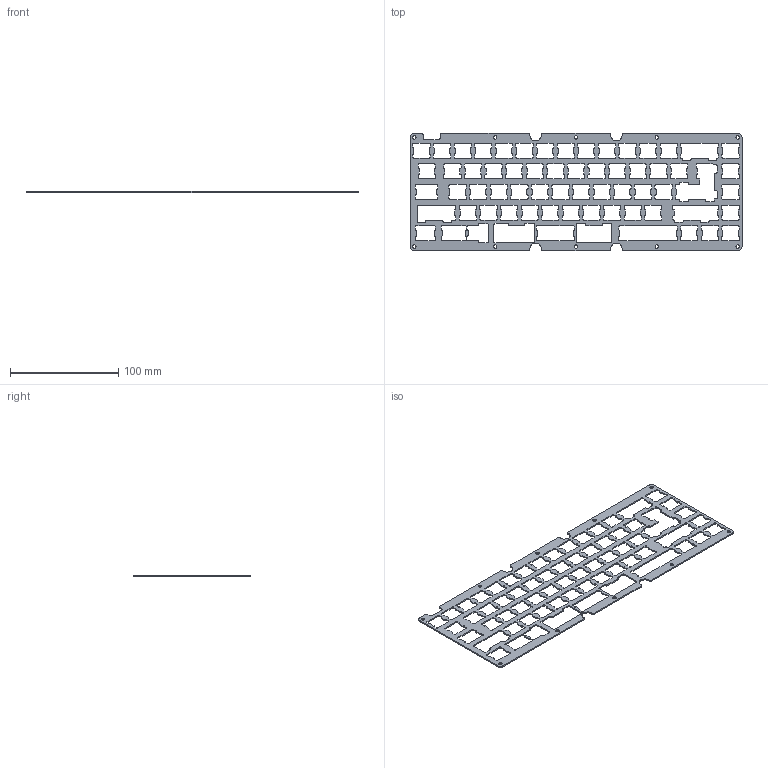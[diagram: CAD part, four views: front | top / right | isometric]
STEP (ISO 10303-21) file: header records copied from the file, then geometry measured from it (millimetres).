
FILE_DESCRIPTION (( 'STEP AP214' ), '1' );
FILE_NAME ('RAMA-M65-PLATE-03-1.STEP', '2017-01-09T04:08:34', ( '' ), ( '' ), 'SwSTEP 2.0', 'SolidWorks 2017', '' );
FILE_SCHEMA (( 'AUTOMOTIVE_DESIGN' ));
Length unit declared in the file: millimetre
Products named in the file (1): RAMA-M65-PLATE-03-1
Bounding box: 307 x 109 x 1.2 mm (x, y, z)
Volume: 18539 mm3; surface area: 37456.8 mm2
Topology: 1 solids, 1 shells, 1215 faces, 3847 edges, 2634 vertices
Faces by surface type: plane 627, bspline 548, cylinder 40
Entity records: 45632 total; most frequent: CARTESIAN_POINT 14840, ORIENTED_EDGE 7694, DIRECTION 4158, EDGE_CURVE 3847, LINE 2662, VECTOR 2662, VERTEX_POINT 2634, EDGE_LOOP 1367
